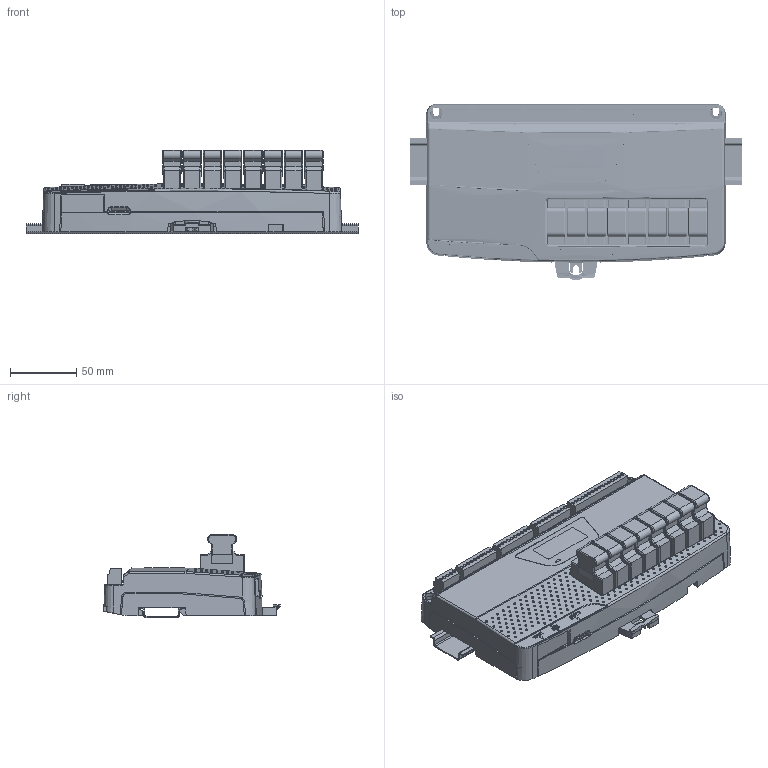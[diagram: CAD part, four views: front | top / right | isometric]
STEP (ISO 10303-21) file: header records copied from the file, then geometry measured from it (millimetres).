
FILE_DESCRIPTION (( 'STEP AP214' ), '1' );
FILE_NAME ('TRO-06 MC408 ASSEMBLY 180518.STEP', '2018-05-18T13:26:42', ( '' ), ( '' ), 'SwSTEP 2.0', 'SolidWorks 2016', '' );
FILE_SCHEMA (( 'AUTOMOTIVE_DESIGN' ));
Length unit declared in the file: millimetre
Products named in the file (15): TRO-06 TRO-03_LCD; TRO-06 Compression Spring  LC 022B 12 S; TRO-06 3.5mm Connectors_RJ45; TRO-06 MC408 CLIP; TRO-06 MC408 PCB_RJ45; TRO-06 MC408 ASSEMBLY 180518; TRO-06 DIN RAIL PIECE; TRO-06 MC408 CONNECTOR COVER 250815; TRO-06 MC408 WINDOW; TRO-06  MC408 FRONT CASING; TRO-06 MC408 CASTING; TRO-06  LCD PCB 2; TRO-06 LCD ASSEMBLY; TRO-06 TRO-03_LCD_BACKLIGHT; TRO-06 TRO-03 LCD FRAME
Assembly tree (14 placements, depth 3):
  TRO-06 MC408 ASSEMBLY 180518
    TRO-06 MC408 PCB_RJ45
    TRO-06 MC408 CLIP
    TRO-06 3.5mm Connectors_RJ45
    TRO-06 Compression Spring  LC 022B 12 S
    TRO-06 LCD ASSEMBLY
      TRO-06 TRO-03_LCD
      TRO-06 TRO-03 LCD FRAME
      TRO-06 TRO-03_LCD_BACKLIGHT
    TRO-06  LCD PCB 2
    TRO-06 MC408 CASTING
    TRO-06  MC408 FRONT CASING
    TRO-06 MC408 WINDOW
    TRO-06 MC408 CONNECTOR COVER 250815
    TRO-06 DIN RAIL PIECE
Bounding box: 250 x 132.93 x 62.56 mm (x, y, z)
Volume: 440622.1 mm3; surface area: 318398.9 mm2
Topology: 45 solids, 46 shells, 5075 faces, 12778 edges, 8376 vertices
Faces by surface type: plane 2366, bspline 1287, cylinder 1094, cone 220, torus 80, sphere 28
Entity records: 217357 total; most frequent: CARTESIAN_POINT 97801, ORIENTED_EDGE 25534, DIRECTION 16985, EDGE_CURVE 12772, VERTEX_POINT 8376, VECTOR 6369, LINE 6369, EDGE_LOOP 5764
